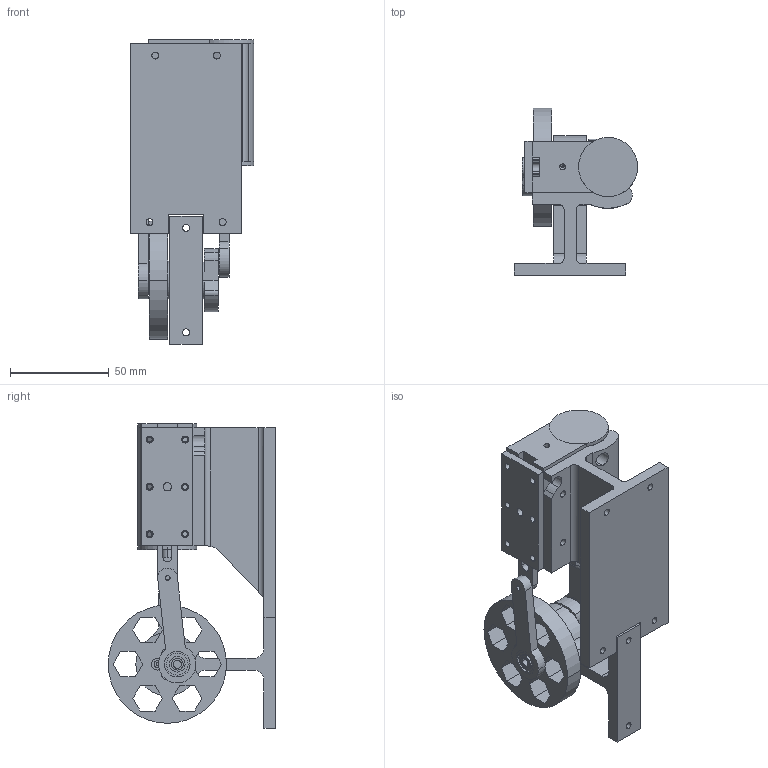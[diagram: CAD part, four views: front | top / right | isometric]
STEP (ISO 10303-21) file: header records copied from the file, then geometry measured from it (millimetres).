
FILE_DESCRIPTION (( 'STEP AP214' ), '1' );
FILE_NAME ('Steam Engine V2.STEP', '2023-02-23T23:36:25', ( '' ), ( '' ), 'SwSTEP 2.0', 'SolidWorks 2023', '' );
FILE_SCHEMA (( 'AUTOMOTIVE_DESIGN' ));
Length unit declared in the file: millimetre
Products named in the file (1): Steam Engine V2
Bounding box: 62.6 x 85 x 154.5 mm (x, y, z)
Volume: 181855.5 mm3; surface area: 90569.1 mm2
Topology: 19 solids, 19 shells, 492 faces, 1215 edges, 786 vertices
Faces by surface type: cylinder 266, plane 178, torus 36, cone 12
Entity records: 17241 total; most frequent: CARTESIAN_POINT 4673, DIRECTION 2745, ORIENTED_EDGE 2430, EDGE_CURVE 1215, AXIS2_PLACEMENT_3D 1077, VERTEX_POINT 786, EDGE_LOOP 633, LINE 591
